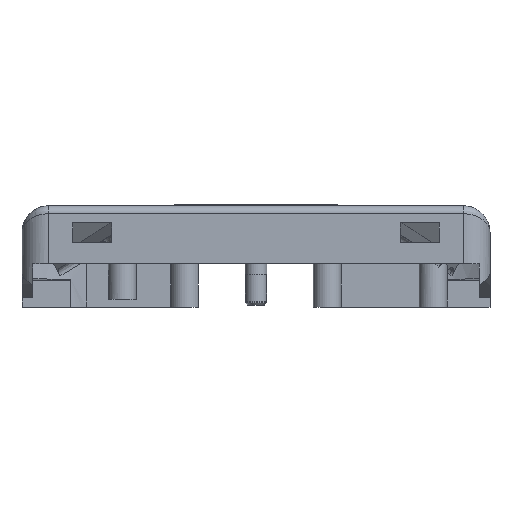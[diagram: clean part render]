
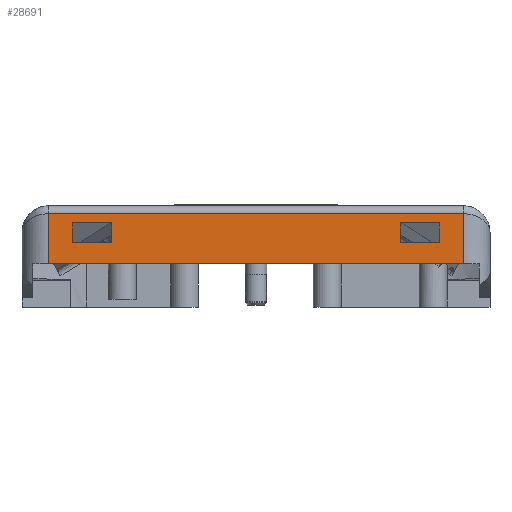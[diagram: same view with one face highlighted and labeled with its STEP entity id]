
A CAD part, front view. The second image highlights one B-rep face of the part: STEP entity #28691.
In plain terms, the highlighted planar face has unit normal (0, -1, 0).
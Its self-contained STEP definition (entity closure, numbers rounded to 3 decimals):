
#1229 = CARTESIAN_POINT ( 'NONE',  ( 78.5, -52.34, 97.16 ) ) ;
#3943 = CARTESIAN_POINT ( 'NONE',  ( -69.27, -52.34, 112.685 ) ) ;
#3958 = DIRECTION ( 'NONE',  ( 1., 0., 0. ) ) ;
#3973 = LINE ( 'NONE', #3943, #28298 ) ;
#4106 = LINE ( 'NONE', #4110, #28296 ) ;
#4110 = CARTESIAN_POINT ( 'NONE',  ( -69.27, -52.34, 105.185 ) ) ;
#4117 = DIRECTION ( 'NONE',  ( 0., 0., 1. ) ) ;
#4962 = EDGE_CURVE ( 'NONE', #17980, #17920, #12809, .T. ) ;
#4977 = EDGE_CURVE ( 'NONE', #17858, #17944, #12958, .T. ) ;
#5006 = EDGE_CURVE ( 'NONE', #17944, #17247, #13170, .T. ) ;
#5015 = EDGE_CURVE ( 'NONE', #19072, #17858, #13194, .T. ) ;
#5016 = EDGE_CURVE ( 'NONE', #17920, #17968, #13313, .T. ) ;
#5017 = EDGE_CURVE ( 'NONE', #17968, #17949, #13319, .T. ) ;
#5049 = EDGE_CURVE ( 'NONE', #17943, #17950, #13417, .T. ) ;
#5075 = EDGE_CURVE ( 'NONE', #17949, #17980, #13684, .T. ) ;
#5081 = EDGE_CURVE ( 'NONE', #17950, #17902, #13761, .T. ) ;
#5102 = EDGE_CURVE ( 'NONE', #17986, #17943, #3973, .T. ) ;
#5125 = EDGE_CURVE ( 'NONE', #17902, #17986, #4106, .T. ) ;
#5727 = ORIENTED_EDGE ( 'NONE', *, *, #5075, .T. ) ;
#5738 = ORIENTED_EDGE ( 'NONE', *, *, #5016, .T. ) ;
#5751 = ORIENTED_EDGE ( 'NONE', *, *, #5049, .T. ) ;
#5753 = ORIENTED_EDGE ( 'NONE', *, *, #4962, .T. ) ;
#5756 = ORIENTED_EDGE ( 'NONE', *, *, #5015, .T. ) ;
#5771 = ORIENTED_EDGE ( 'NONE', *, *, #5125, .T. ) ;
#5777 = ORIENTED_EDGE ( 'NONE', *, *, #5017, .T. ) ;
#5779 = ORIENTED_EDGE ( 'NONE', *, *, #5102, .T. ) ;
#5780 = ORIENTED_EDGE ( 'NONE', *, *, #5081, .T. ) ;
#5782 = ORIENTED_EDGE ( 'NONE', *, *, #28371, .T. ) ;
#5832 = ORIENTED_EDGE ( 'NONE', *, *, #4977, .T. ) ;
#5835 = ORIENTED_EDGE ( 'NONE', *, *, #5006, .T. ) ;
#6658 = AXIS2_PLACEMENT_3D ( 'NONE', #21442, #21468, #21426 ) ;
#9961 = LINE ( 'NONE', #9976, #15094 ) ;
#9970 = DIRECTION ( 'NONE',  ( 1., 0., 0. ) ) ;
#9976 = CARTESIAN_POINT ( 'NONE',  ( -88.5, -52.34, 97.16 ) ) ;
#12809 = LINE ( 'NONE', #12817, #15994 ) ;
#12817 = CARTESIAN_POINT ( 'NONE',  ( 69.27, -52.34, 105.185 ) ) ;
#12918 = DIRECTION ( 'NONE',  ( -1., 0., 0. ) ) ;
#12958 = LINE ( 'NONE', #13039, #16110 ) ;
#13034 = DIRECTION ( 'NONE',  ( -1., 0., 0. ) ) ;
#13039 = CARTESIAN_POINT ( 'NONE',  ( -83., -52.34, 116.1 ) ) ;
#13170 = LINE ( 'NONE', #13219, #16033 ) ;
#13194 = LINE ( 'NONE', #13199, #20413 ) ;
#13199 = CARTESIAN_POINT ( 'NONE',  ( 78.5, -52.34, 116.1 ) ) ;
#13206 = DIRECTION ( 'NONE',  ( 0., 0., -1. ) ) ;
#13219 = CARTESIAN_POINT ( 'NONE',  ( -78.5, -52.34, 87.877 ) ) ;
#13242 = CARTESIAN_POINT ( 'NONE',  ( 54.47, -52.34, 105.185 ) ) ;
#13251 = DIRECTION ( 'NONE',  ( 0., 0., 1. ) ) ;
#13266 = DIRECTION ( 'NONE',  ( 0., 0., 1. ) ) ;
#13276 = CARTESIAN_POINT ( 'NONE',  ( 69.27, -52.34, 112.685 ) ) ;
#13304 = DIRECTION ( 'NONE',  ( 1., 0., 0. ) ) ;
#13313 = LINE ( 'NONE', #13242, #20404 ) ;
#13319 = LINE ( 'NONE', #13276, #20410 ) ;
#13417 = LINE ( 'NONE', #13439, #20464 ) ;
#13439 = CARTESIAN_POINT ( 'NONE',  ( -54.47, -52.34, 105.185 ) ) ;
#13489 = DIRECTION ( 'NONE',  ( 0., 0., -1. ) ) ;
#13602 = CARTESIAN_POINT ( 'NONE',  ( 69.27, -52.34, 105.185 ) ) ;
#13603 = DIRECTION ( 'NONE',  ( 0., 0., -1. ) ) ;
#13684 = LINE ( 'NONE', #13602, #20450 ) ;
#13724 = CARTESIAN_POINT ( 'NONE',  ( -69.27, -52.34, 105.185 ) ) ;
#13735 = DIRECTION ( 'NONE',  ( -1., 0., 0. ) ) ;
#13761 = LINE ( 'NONE', #13724, #28265 ) ;
#14084 = EDGE_LOOP ( 'NONE', ( #5771, #5779, #5751, #5780 ) ) ;
#14109 = EDGE_LOOP ( 'NONE', ( #5753, #5738, #5777, #5727 ) ) ;
#14140 = EDGE_LOOP ( 'NONE', ( #5832, #5835, #5782, #5756 ) ) ;
#15094 = VECTOR ( 'NONE', #9970, 1000. ) ;
#15994 = VECTOR ( 'NONE', #12918, 1000. ) ;
#16033 = VECTOR ( 'NONE', #13206, 1000. ) ;
#16110 = VECTOR ( 'NONE', #13034, 1000. ) ;
#17247 = VERTEX_POINT ( 'NONE', #23698 ) ;
#17858 = VERTEX_POINT ( 'NONE', #23712 ) ;
#17902 = VERTEX_POINT ( 'NONE', #23747 ) ;
#17920 = VERTEX_POINT ( 'NONE', #23792 ) ;
#17943 = VERTEX_POINT ( 'NONE', #23775 ) ;
#17944 = VERTEX_POINT ( 'NONE', #23794 ) ;
#17949 = VERTEX_POINT ( 'NONE', #23763 ) ;
#17950 = VERTEX_POINT ( 'NONE', #23808 ) ;
#17968 = VERTEX_POINT ( 'NONE', #23811 ) ;
#17980 = VERTEX_POINT ( 'NONE', #23829 ) ;
#17986 = VERTEX_POINT ( 'NONE', #23857 ) ;
#19072 = VERTEX_POINT ( 'NONE', #1229 ) ;
#20404 = VECTOR ( 'NONE', #13266, 1000. ) ;
#20410 = VECTOR ( 'NONE', #13304, 1000. ) ;
#20413 = VECTOR ( 'NONE', #13251, 1000. ) ;
#20450 = VECTOR ( 'NONE', #13603, 1000. ) ;
#20464 = VECTOR ( 'NONE', #13489, 1000. ) ;
#21426 = DIRECTION ( 'NONE',  ( 0., 0., -1. ) ) ;
#21430 = PLANE ( 'NONE',  #6658 ) ;
#21442 = CARTESIAN_POINT ( 'NONE',  ( -83., -52.34, 102.66 ) ) ;
#21449 = FACE_BOUND ( 'NONE', #14109, .T. ) ;
#21454 = FACE_OUTER_BOUND ( 'NONE', #14140, .T. ) ;
#21467 = FACE_BOUND ( 'NONE', #14084, .T. ) ;
#21468 = DIRECTION ( 'NONE',  ( 0., -1., 0. ) ) ;
#23698 = CARTESIAN_POINT ( 'NONE',  ( -78.5, -52.34, 97.16 ) ) ;
#23712 = CARTESIAN_POINT ( 'NONE',  ( 78.5, -52.34, 116.1 ) ) ;
#23747 = CARTESIAN_POINT ( 'NONE',  ( -69.27, -52.34, 105.185 ) ) ;
#23763 = CARTESIAN_POINT ( 'NONE',  ( 69.27, -52.34, 112.685 ) ) ;
#23775 = CARTESIAN_POINT ( 'NONE',  ( -54.47, -52.34, 112.685 ) ) ;
#23792 = CARTESIAN_POINT ( 'NONE',  ( 54.47, -52.34, 105.185 ) ) ;
#23794 = CARTESIAN_POINT ( 'NONE',  ( -78.5, -52.34, 116.1 ) ) ;
#23808 = CARTESIAN_POINT ( 'NONE',  ( -54.47, -52.34, 105.185 ) ) ;
#23811 = CARTESIAN_POINT ( 'NONE',  ( 54.47, -52.34, 112.685 ) ) ;
#23829 = CARTESIAN_POINT ( 'NONE',  ( 69.27, -52.34, 105.185 ) ) ;
#23857 = CARTESIAN_POINT ( 'NONE',  ( -69.27, -52.34, 112.685 ) ) ;
#28265 = VECTOR ( 'NONE', #13735, 1000. ) ;
#28296 = VECTOR ( 'NONE', #4117, 1000. ) ;
#28298 = VECTOR ( 'NONE', #3958, 1000. ) ;
#28371 = EDGE_CURVE ( 'NONE', #17247, #19072, #9961, .T. ) ;
#28691 = ADVANCED_FACE ( 'NONE', ( #21454, #21449, #21467 ), #21430, .T. ) ;
